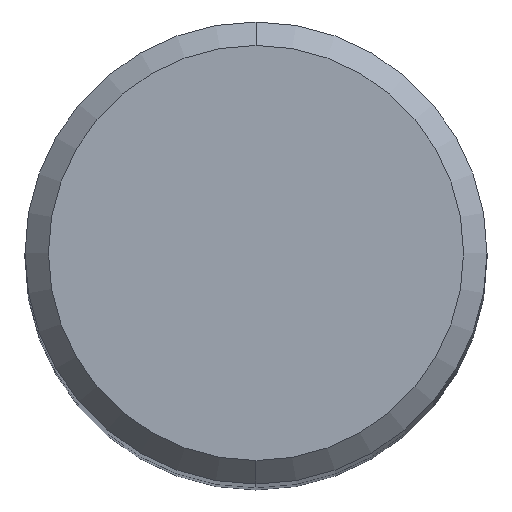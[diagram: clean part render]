
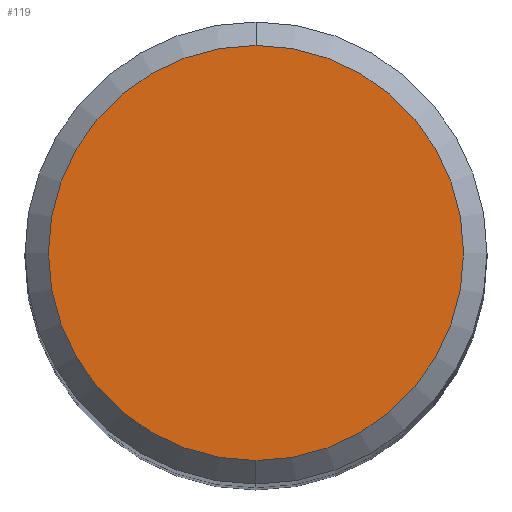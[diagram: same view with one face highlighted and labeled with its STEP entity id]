
A CAD part, top view. The second image highlights one B-rep face of the part: STEP entity #119.
In plain terms, the highlighted planar face has unit normal (0, 0, 1).
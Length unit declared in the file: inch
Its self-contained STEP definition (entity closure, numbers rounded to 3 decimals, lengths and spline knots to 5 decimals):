
#28 = CIRCLE ( 'NONE', #365, 0.17685 ) ;
#37 = DIRECTION ( 'NONE',  ( 0., 1., 0. ) ) ;
#38 = CARTESIAN_POINT ( 'NONE',  ( 0., 0., 0. ) ) ;
#47 = AXIS2_PLACEMENT_3D ( 'NONE', #335, #68, #339 ) ;
#48 = VERTEX_POINT ( 'NONE', #92 ) ;
#55 = VERTEX_POINT ( 'NONE', #196 ) ;
#62 = CARTESIAN_POINT ( 'NONE',  ( 0., 0.17685, 0. ) ) ;
#63 = DIRECTION ( 'NONE',  ( 0., 0., -1. ) ) ;
#68 = DIRECTION ( 'NONE',  ( 0., 0., 1. ) ) ;
#74 = DIRECTION ( 'NONE',  ( 0., -1., 0. ) ) ;
#92 = CARTESIAN_POINT ( 'NONE',  ( 0., 0.17685, 0. ) ) ;
#99 = CIRCLE ( 'NONE', #47, 0.17685 ) ;
#109 = DIRECTION ( 'NONE',  ( 0., 0., 1. ) ) ;
#119 = ADVANCED_FACE ( 'NONE', ( #296 ), #269, .F. ) ;
#134 = AXIS2_PLACEMENT_3D ( 'NONE', #62, #63, #37 ) ;
#196 = CARTESIAN_POINT ( 'NONE',  ( 0., -0.17685, 0. ) ) ;
#269 = PLANE ( 'NONE',  #134 ) ;
#277 = EDGE_LOOP ( 'NONE', ( #309, #394 ) ) ;
#296 = FACE_OUTER_BOUND ( 'NONE', #277, .T. ) ;
#309 = ORIENTED_EDGE ( 'NONE', *, *, #330, .T. ) ;
#323 = EDGE_CURVE ( 'NONE', #55, #48, #99, .T. ) ;
#330 = EDGE_CURVE ( 'NONE', #48, #55, #28, .T. ) ;
#335 = CARTESIAN_POINT ( 'NONE',  ( 0., 0., 0. ) ) ;
#339 = DIRECTION ( 'NONE',  ( 0., -1., 0. ) ) ;
#365 = AXIS2_PLACEMENT_3D ( 'NONE', #38, #109, #74 ) ;
#394 = ORIENTED_EDGE ( 'NONE', *, *, #323, .T. ) ;
